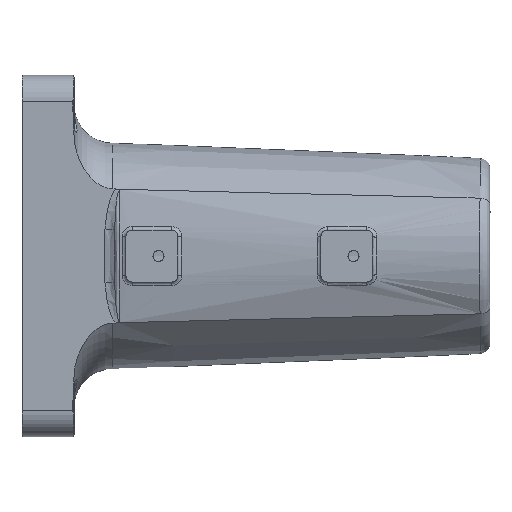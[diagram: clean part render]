
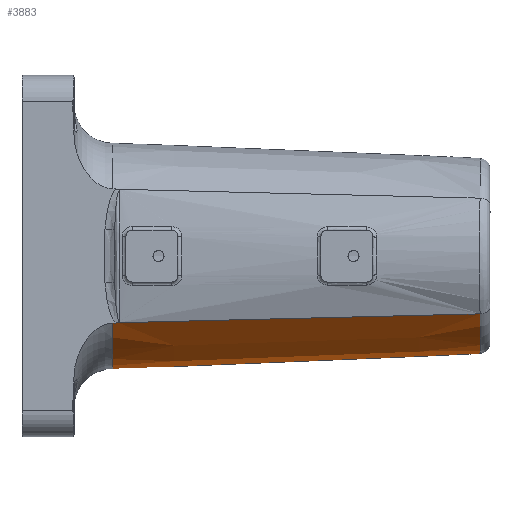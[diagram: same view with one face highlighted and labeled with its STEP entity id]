
A CAD part, left-side view. The second image highlights one B-rep face of the part: STEP entity #3883.
In plain terms, the highlighted conical face has half-angle 2.37 degrees and reference radius 87 mm.
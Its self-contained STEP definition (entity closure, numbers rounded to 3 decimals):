
#85 = DIRECTION ( 'NONE',  ( -0.033, -0.999, 0.024 ) ) ;
#126 = DIRECTION ( 'NONE',  ( 0., 1., 0. ) ) ;
#136 = LINE ( 'NONE', #3598, #3929 ) ;
#225 = DIRECTION ( 'NONE',  ( 0., 0., -1. ) ) ;
#336 = ORIENTED_EDGE ( 'NONE', *, *, #4973, .T. ) ;
#339 = VERTEX_POINT ( 'NONE', #809 ) ;
#365 = CARTESIAN_POINT ( 'NONE',  ( -70.045, -3.991, -51.322 ) ) ;
#449 = VERTEX_POINT ( 'NONE', #1285 ) ;
#482 = LINE ( 'NONE', #3958, #662 ) ;
#662 = VECTOR ( 'NONE', #3559, 1000. ) ;
#735 = DIRECTION ( 'NONE',  ( 0.033, -0.999, 0.024 ) ) ;
#757 = CARTESIAN_POINT ( 'NONE',  ( 70., -2.437, -51.492 ) ) ;
#809 = CARTESIAN_POINT ( 'NONE',  ( -70., 0., -51.662 ) ) ;
#824 = CARTESIAN_POINT ( 'NONE',  ( 70., -2.437, -51.492 ) ) ;
#831 = EDGE_CURVE ( 'NONE', #1031, #3045, #1492, .T. ) ;
#832 = VECTOR ( 'NONE', #85, 1000. ) ;
#1031 = VERTEX_POINT ( 'NONE', #824 ) ;
#1118 = CARTESIAN_POINT ( 'NONE',  ( -65.339, -145., -47.873 ) ) ;
#1142 = CARTESIAN_POINT ( 'NONE',  ( 70., -1.625, -51.549 ) ) ;
#1268 = ORIENTED_EDGE ( 'NONE', *, *, #5659, .F. ) ;
#1285 = CARTESIAN_POINT ( 'NONE',  ( 70., 0., -51.662 ) ) ;
#1347 = CARTESIAN_POINT ( 'NONE',  ( -70., -1.625, -51.549 ) ) ;
#1349 = EDGE_CURVE ( 'NONE', #1414, #2994, #1648, .T. ) ;
#1414 = VERTEX_POINT ( 'NONE', #4421 ) ;
#1422 = B_SPLINE_CURVE_WITH_KNOTS ( 'NONE', 3,
 ( #1741, #2347, #1142, #757 ),
 .UNSPECIFIED., .F., .F.,
 ( 4, 4 ),
 ( 0., 0.002 ),
 .UNSPECIFIED. ) ;
#1423 = VECTOR ( 'NONE', #735, 1000. ) ;
#1427 = CARTESIAN_POINT ( 'NONE',  ( -70.02, -3.475, -51.392 ) ) ;
#1492 = B_SPLINE_CURVE_WITH_KNOTS ( 'NONE', 3,
 ( #4616, #1896, #2704, #6026 ),
 .UNSPECIFIED., .F., .F.,
 ( 4, 4 ),
 ( 0., 0.002 ),
 .UNSPECIFIED. ) ;
#1495 = VERTEX_POINT ( 'NONE', #4424 ) ;
#1534 = LINE ( 'NONE', #5057, #832 ) ;
#1648 = CIRCLE ( 'NONE', #5563, 75.317 ) ;
#1653 = ORIENTED_EDGE ( 'NONE', *, *, #5324, .F. ) ;
#1741 = CARTESIAN_POINT ( 'NONE',  ( 70., 0., -51.662 ) ) ;
#1896 = CARTESIAN_POINT ( 'NONE',  ( 70., -2.958, -51.456 ) ) ;
#2014 = ORIENTED_EDGE ( 'NONE', *, *, #2977, .T. ) ;
#2106 = ORIENTED_EDGE ( 'NONE', *, *, #3169, .T. ) ;
#2146 = CARTESIAN_POINT ( 'NONE',  ( -70., 0., -51.662 ) ) ;
#2193 = CIRCLE ( 'NONE', #4130, 87. ) ;
#2238 = CARTESIAN_POINT ( 'NONE',  ( -70.045, -3.991, -51.322 ) ) ;
#2283 = DIRECTION ( 'NONE',  ( 0., 0., 1. ) ) ;
#2319 = DIRECTION ( 'NONE',  ( 0., 0., 1. ) ) ;
#2347 = CARTESIAN_POINT ( 'NONE',  ( 70., -0.812, -51.606 ) ) ;
#2487 = CARTESIAN_POINT ( 'NONE',  ( 60.755, -282.331, -44.515 ) ) ;
#2648 = CARTESIAN_POINT ( 'NONE',  ( -70., -2.437, -51.492 ) ) ;
#2704 = CARTESIAN_POINT ( 'NONE',  ( 70.02, -3.475, -51.392 ) ) ;
#2802 = AXIS2_PLACEMENT_3D ( 'NONE', #5033, #4630, #2319 ) ;
#2824 = VERTEX_POINT ( 'NONE', #365 ) ;
#2977 = EDGE_CURVE ( 'NONE', #3403, #1414, #1534, .T. ) ;
#2980 = DIRECTION ( 'NONE',  ( 0.033, -0.999, 0.024 ) ) ;
#2981 = B_SPLINE_CURVE_WITH_KNOTS ( 'NONE', 3,
 ( #2238, #1427, #5651, #3548 ),
 .UNSPECIFIED., .F., .F.,
 ( 4, 4 ),
 ( 0., 0.002 ),
 .UNSPECIFIED. ) ;
#2994 = VERTEX_POINT ( 'NONE', #5758 ) ;
#3045 = VERTEX_POINT ( 'NONE', #4769 ) ;
#3099 = ORIENTED_EDGE ( 'NONE', *, *, #1349, .T. ) ;
#3169 = EDGE_CURVE ( 'NONE', #3045, #3403, #482, .T. ) ;
#3274 = CARTESIAN_POINT ( 'NONE',  ( 0., -282.331, 0. ) ) ;
#3309 = ORIENTED_EDGE ( 'NONE', *, *, #5748, .T. ) ;
#3403 = VERTEX_POINT ( 'NONE', #2487 ) ;
#3548 = CARTESIAN_POINT ( 'NONE',  ( -70., -2.437, -51.492 ) ) ;
#3559 = DIRECTION ( 'NONE',  ( -0.033, -0.999, 0.024 ) ) ;
#3598 = CARTESIAN_POINT ( 'NONE',  ( -65.339, -145., -47.873 ) ) ;
#3883 = ADVANCED_FACE ( 'NONE', ( #5431 ), #4767, .T. ) ;
#3920 = ORIENTED_EDGE ( 'NONE', *, *, #831, .T. ) ;
#3929 = VECTOR ( 'NONE', #2980, 1000. ) ;
#3958 = CARTESIAN_POINT ( 'NONE',  ( 70.179, 0., -51.42 ) ) ;
#4068 = ORIENTED_EDGE ( 'NONE', *, *, #4828, .T. ) ;
#4108 = ORIENTED_EDGE ( 'NONE', *, *, #5201, .F. ) ;
#4130 = AXIS2_PLACEMENT_3D ( 'NONE', #4310, #126, #2283 ) ;
#4310 = CARTESIAN_POINT ( 'NONE',  ( 0., 0., 0. ) ) ;
#4421 = CARTESIAN_POINT ( 'NONE',  ( 60.755, -282.331, -44.515 ) ) ;
#4424 = CARTESIAN_POINT ( 'NONE',  ( -60.755, -282.331, -44.515 ) ) ;
#4616 = CARTESIAN_POINT ( 'NONE',  ( 70., -2.437, -51.492 ) ) ;
#4630 = DIRECTION ( 'NONE',  ( 0., 1., 0. ) ) ;
#4632 = VERTEX_POINT ( 'NONE', #5052 ) ;
#4767 = CONICAL_SURFACE ( 'NONE', #2802, 87., 0.041 ) ;
#4769 = CARTESIAN_POINT ( 'NONE',  ( 70.045, -3.991, -51.322 ) ) ;
#4811 = B_SPLINE_CURVE_WITH_KNOTS ( 'NONE', 3,
 ( #2648, #1347, #4867, #2146 ),
 .UNSPECIFIED., .F., .F.,
 ( 4, 4 ),
 ( 0.002, 0.005 ),
 .UNSPECIFIED. ) ;
#4828 = EDGE_CURVE ( 'NONE', #449, #1031, #1422, .T. ) ;
#4867 = CARTESIAN_POINT ( 'NONE',  ( -70., -0.812, -51.606 ) ) ;
#4919 = LINE ( 'NONE', #1118, #1423 ) ;
#4973 = EDGE_CURVE ( 'NONE', #4632, #339, #4811, .T. ) ;
#5033 = CARTESIAN_POINT ( 'NONE',  ( 0., 0., 0. ) ) ;
#5052 = CARTESIAN_POINT ( 'NONE',  ( -70., -2.437, -51.492 ) ) ;
#5057 = CARTESIAN_POINT ( 'NONE',  ( 70.179, 0., -51.42 ) ) ;
#5201 = EDGE_CURVE ( 'NONE', #449, #339, #2193, .T. ) ;
#5293 = DIRECTION ( 'NONE',  ( 0., 1., 0. ) ) ;
#5324 = EDGE_CURVE ( 'NONE', #1495, #2994, #136, .T. ) ;
#5431 = FACE_OUTER_BOUND ( 'NONE', #5784, .T. ) ;
#5563 = AXIS2_PLACEMENT_3D ( 'NONE', #3274, #5293, #225 ) ;
#5651 = CARTESIAN_POINT ( 'NONE',  ( -70., -2.958, -51.456 ) ) ;
#5659 = EDGE_CURVE ( 'NONE', #2824, #1495, #4919, .T. ) ;
#5748 = EDGE_CURVE ( 'NONE', #2824, #4632, #2981, .T. ) ;
#5758 = CARTESIAN_POINT ( 'NONE',  ( -60.755, -282.331, -44.515 ) ) ;
#5784 = EDGE_LOOP ( 'NONE', ( #4108, #4068, #3920, #2106, #2014, #3099, #1653, #1268, #3309, #336 ) ) ;
#6026 = CARTESIAN_POINT ( 'NONE',  ( 70.045, -3.991, -51.322 ) ) ;
